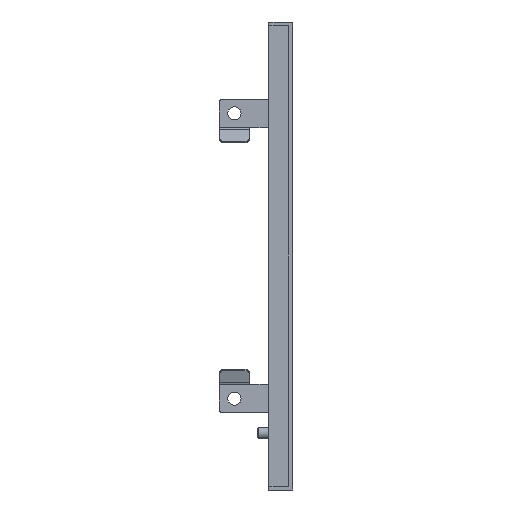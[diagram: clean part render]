
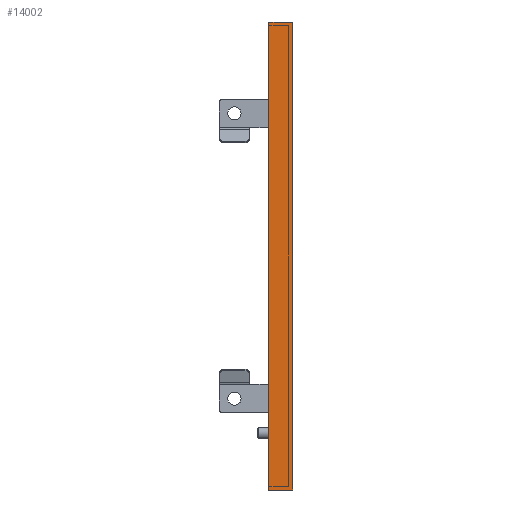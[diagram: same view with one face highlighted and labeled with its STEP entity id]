
A CAD part, front view. The second image highlights one B-rep face of the part: STEP entity #14002.
In plain terms, the highlighted planar face has unit normal (0, -1, 0).
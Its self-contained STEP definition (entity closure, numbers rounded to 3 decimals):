
#200 = EDGE_LOOP ( 'NONE', ( #15189, #16035, #14960, #5691 ) ) ;
#925 = AXIS2_PLACEMENT_3D ( 'NONE', #13791, #19999, #18448 ) ;
#2365 = DIRECTION ( 'NONE',  ( 0., 0., 1. ) ) ;
#3752 = VERTEX_POINT ( 'NONE', #19099 ) ;
#3784 = CARTESIAN_POINT ( 'NONE',  ( 2.928, -397.5, -123. ) ) ;
#4237 = DIRECTION ( 'NONE',  ( -1., 0., 0. ) ) ;
#4736 = CARTESIAN_POINT ( 'NONE',  ( -12.5, -397.5, -123. ) ) ;
#5591 = CARTESIAN_POINT ( 'NONE',  ( -12.5, -397.5, 123. ) ) ;
#5691 = ORIENTED_EDGE ( 'NONE', *, *, #9972, .T. ) ;
#6382 = VECTOR ( 'NONE', #12775, 1000. ) ;
#7513 = EDGE_CURVE ( 'NONE', #3752, #19943, #16557, .T. ) ;
#7519 = VERTEX_POINT ( 'NONE', #5591 ) ;
#7954 = LINE ( 'NONE', #3784, #13979 ) ;
#9607 = DIRECTION ( 'NONE',  ( -1., 0., 0. ) ) ;
#9727 = EDGE_CURVE ( 'NONE', #3752, #20365, #7954, .T. ) ;
#9972 = EDGE_CURVE ( 'NONE', #7519, #20365, #15887, .T. ) ;
#12025 = PLANE ( 'NONE',  #925 ) ;
#12775 = DIRECTION ( 'NONE',  ( 0., 0., -1. ) ) ;
#12802 = VECTOR ( 'NONE', #4237, 1000. ) ;
#13142 = CARTESIAN_POINT ( 'NONE',  ( 0., -397.5, 0. ) ) ;
#13233 = EDGE_CURVE ( 'NONE', #19943, #7519, #13655, .T. ) ;
#13655 = LINE ( 'NONE', #18414, #12802 ) ;
#13686 = FACE_OUTER_BOUND ( 'NONE', #200, .T. ) ;
#13791 = CARTESIAN_POINT ( 'NONE',  ( -2., -397.5, 0. ) ) ;
#13979 = VECTOR ( 'NONE', #9607, 1000. ) ;
#14002 = ADVANCED_FACE ( 'NONE', ( #13686 ), #12025, .F. ) ;
#14960 = ORIENTED_EDGE ( 'NONE', *, *, #13233, .T. ) ;
#15189 = ORIENTED_EDGE ( 'NONE', *, *, #9727, .F. ) ;
#15479 = CARTESIAN_POINT ( 'NONE',  ( -12.5, -397.5, 0. ) ) ;
#15887 = LINE ( 'NONE', #15479, #6382 ) ;
#16035 = ORIENTED_EDGE ( 'NONE', *, *, #7513, .T. ) ;
#16557 = LINE ( 'NONE', #13142, #18695 ) ;
#18414 = CARTESIAN_POINT ( 'NONE',  ( 2.928, -397.5, 123. ) ) ;
#18448 = DIRECTION ( 'NONE',  ( 0., 0., -1. ) ) ;
#18695 = VECTOR ( 'NONE', #2365, 1000. ) ;
#19099 = CARTESIAN_POINT ( 'NONE',  ( 0., -397.5, -123. ) ) ;
#19943 = VERTEX_POINT ( 'NONE', #20491 ) ;
#19999 = DIRECTION ( 'NONE',  ( 0., 1., 0. ) ) ;
#20365 = VERTEX_POINT ( 'NONE', #4736 ) ;
#20491 = CARTESIAN_POINT ( 'NONE',  ( 0., -397.5, 123. ) ) ;
